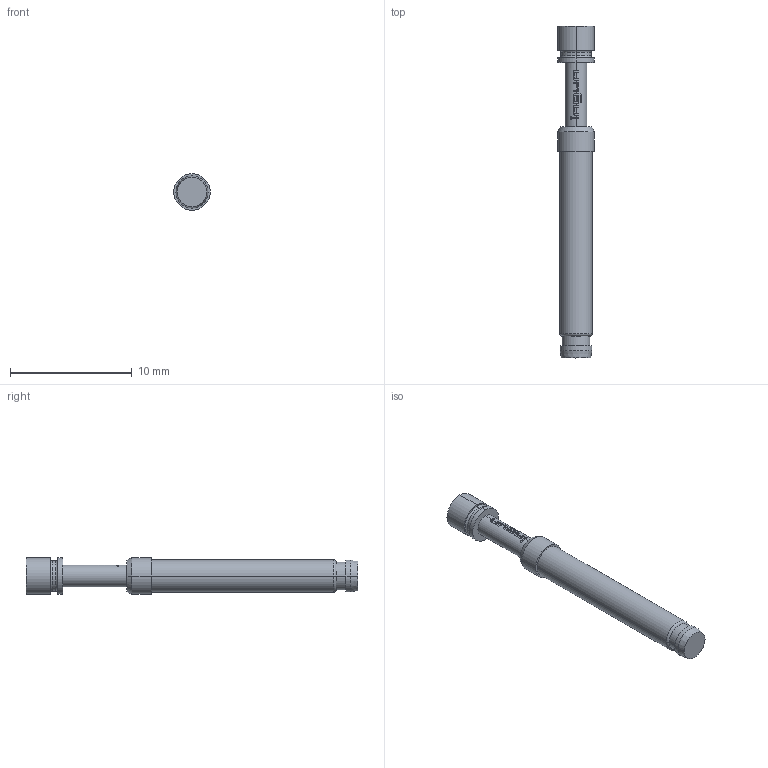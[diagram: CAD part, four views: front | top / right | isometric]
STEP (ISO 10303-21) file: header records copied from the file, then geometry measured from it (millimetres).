
FILE_DESCRIPTION (( 'STEP AP203' ), '1' );
FILE_NAME ('INGUN_HSS-120_303_300_A_xx02.STEP', '2022-02-04T08:34:59', ( 'ochi' ), ( '' ), 'SwSTEP 2.0', 'SolidWorks 2018', '' );
FILE_SCHEMA (( 'CONFIG_CONTROL_DESIGN' ));
Length unit declared in the file: millimetre
Products named in the file (1): INGUN_HSS-120_303_300_A_xx02
Bounding box: 3 x 27.3 x 3 mm (x, y, z)
Volume: 136 mm3; surface area: 245.7 mm2
Topology: 1 solids, 1 shells, 116 faces, 310 edges, 201 vertices
Faces by surface type: plane 47, cylinder 35, bspline 22, cone 6, torus 6
Entity records: 3989 total; most frequent: CARTESIAN_POINT 1146, ORIENTED_EDGE 616, DIRECTION 534, EDGE_CURVE 308, AXIS2_PLACEMENT_3D 217, VERTEX_POINT 201, EDGE_LOOP 123, CIRCLE 122
